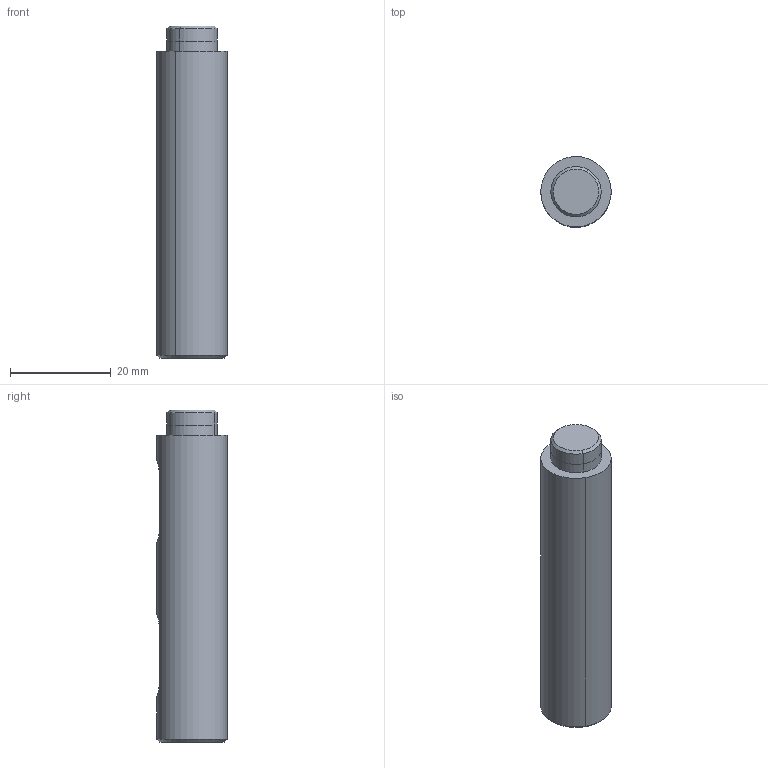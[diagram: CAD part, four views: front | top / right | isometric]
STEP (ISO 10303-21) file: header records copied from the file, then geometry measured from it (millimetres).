
FILE_DESCRIPTION(('CATIA V5 STEP Exchange'),'2;1');
FILE_NAME('Arbre.stp','2023-04-07T14:53:27+00:00',('none'),('none'),'CATIA Version 5 Release 19 GA (IN-10)','CATIA V5 STEP AP203','none');
FILE_SCHEMA(('CONFIG_CONTROL_DESIGN'));
Length unit declared in the file: millimetre
Products named in the file (1): Arbre
Bounding box: 14 x 14 x 66 mm (x, y, z)
Volume: 9048 mm3; surface area: 3557.4 mm2
Topology: 1 solids, 1 shells, 26 faces, 58 edges, 38 vertices
Faces by surface type: cylinder 12, plane 10, cone 4
Entity records: 732 total; most frequent: CARTESIAN_POINT 155, ORIENTED_EDGE 116, DIRECTION 86, EDGE_CURVE 58, AXIS2_PLACEMENT_3D 41, VERTEX_POINT 38, EDGE_LOOP 30, VECTOR 28
